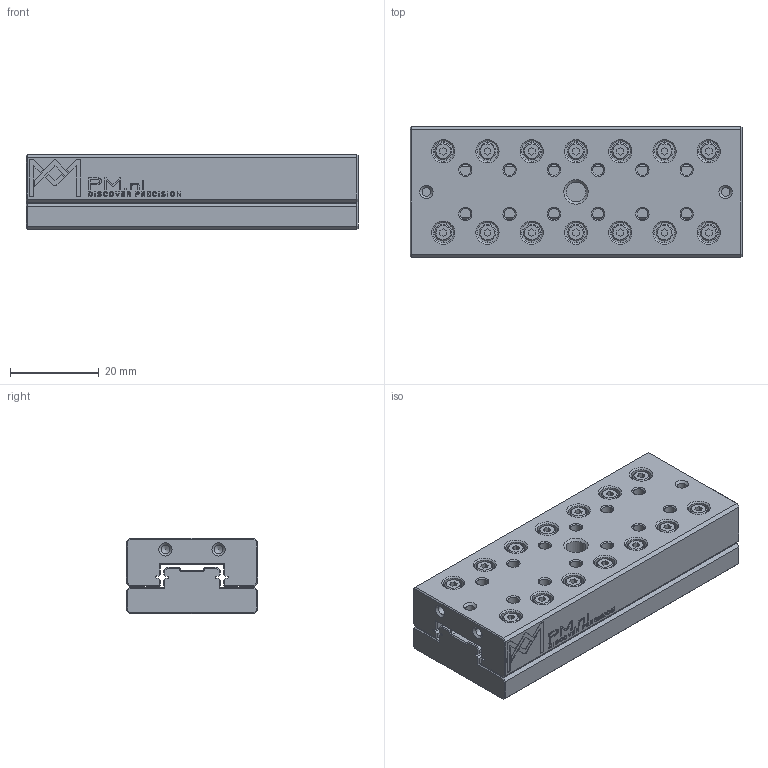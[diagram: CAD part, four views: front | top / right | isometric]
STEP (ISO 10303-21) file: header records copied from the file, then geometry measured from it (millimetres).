
FILE_DESCRIPTION(/* description */ (''),/* implementation_level */ '2;1');
FILE_NAME(/* name */ 'RT-1570_stp.stp',/* time_stamp */ '2024-10-04T14:26:44+02:00',/* author */ (''),/* organization */ (''),/* preprocessor_version */ 'ST-DEVELOPER v16.7',/* originating_system */ 'SIEMENS PLM Software NX 12.0',/* authorisation */ '');
FILE_SCHEMA (('AUTOMOTIVE_DESIGN { 1 0 10303 214 3 1 1 1 }'));
Length unit declared in the file: millimetre
Products named in the file (1): RT-1570_stp
Bounding box: 75 x 29.6 x 17 mm (x, y, z)
Volume: 34234.7 mm3; surface area: 16723.9 mm2
Topology: 2 solids, 2 shells, 1221 faces, 2999 edges, 1952 vertices
Faces by surface type: plane 836, bspline 180, cone 107, cylinder 98
Full cylindrical faces by diameter (mm): 2 x13, 2.5 x12, 3 x6, 3.8 x28, 4.5 x1, 4.6 x28, 5 x4
Entity records: 39335 total; most frequent: CARTESIAN_POINT 8384, ORIENTED_EDGE 5550, DIRECTION 4790, EDGE_CURVE 2775, LINE 2108, VECTOR 2108, VERTEX_POINT 1927, EDGE_LOOP 1624
